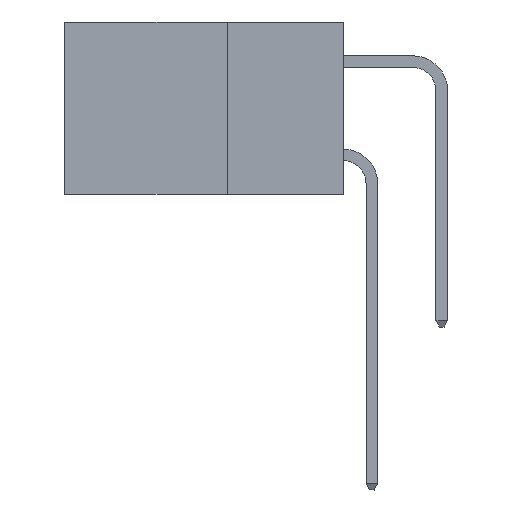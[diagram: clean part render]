
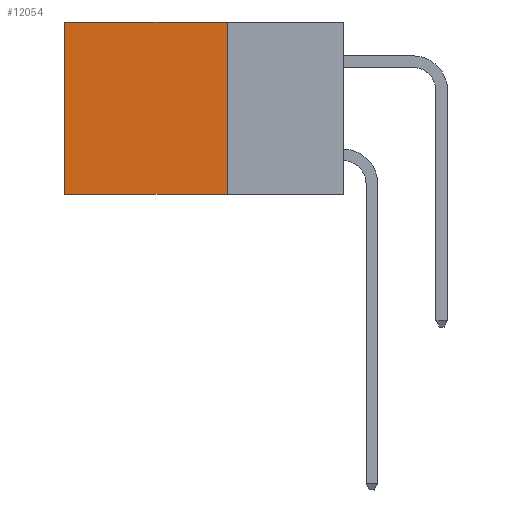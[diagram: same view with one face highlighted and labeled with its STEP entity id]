
A CAD part, left-side view. The second image highlights one B-rep face of the part: STEP entity #12054.
In plain terms, the highlighted planar face has unit normal (-1, 0, 0).
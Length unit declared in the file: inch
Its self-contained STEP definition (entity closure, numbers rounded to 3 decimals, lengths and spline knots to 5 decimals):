
#31 = CARTESIAN_POINT ( 'NONE',  ( 0.2615, 0.25, 0. ) ) ;
#200 = DIRECTION ( 'NONE',  ( 0., 1., 0. ) ) ;
#381 = EDGE_CURVE ( 'NONE', #8489, #14110, #14098, .T. ) ;
#987 = LINE ( 'NONE', #3869, #11369 ) ;
#1084 = CARTESIAN_POINT ( 'NONE',  ( 0.2615, 0.6, -0.37 ) ) ;
#1689 = EDGE_CURVE ( 'NONE', #8489, #13756, #9783, .T. ) ;
#2796 = EDGE_CURVE ( 'NONE', #14110, #7002, #3704, .T. ) ;
#3105 = CARTESIAN_POINT ( 'NONE',  ( 0.2615, 0.25, -0.37 ) ) ;
#3704 = LINE ( 'NONE', #1084, #10533 ) ;
#3869 = CARTESIAN_POINT ( 'NONE',  ( 0.2615, 0.25, -0.37 ) ) ;
#4089 = VECTOR ( 'NONE', #11136, 39.37008 ) ;
#4689 = EDGE_CURVE ( 'NONE', #13756, #7002, #987, .T. ) ;
#4768 = DIRECTION ( 'NONE',  ( 0., 0., -1. ) ) ;
#4837 = CARTESIAN_POINT ( 'NONE',  ( 0.2615, 0.25, -0.37 ) ) ;
#6132 = DIRECTION ( 'NONE',  ( 0., 1., 0. ) ) ;
#7002 = VERTEX_POINT ( 'NONE', #11752 ) ;
#7514 = DIRECTION ( 'NONE',  ( 0., 0., -1. ) ) ;
#7979 = FACE_OUTER_BOUND ( 'NONE', #14600, .T. ) ;
#8057 = ORIENTED_EDGE ( 'NONE', *, *, #381, .T. ) ;
#8489 = VERTEX_POINT ( 'NONE', #14785 ) ;
#8674 = CARTESIAN_POINT ( 'NONE',  ( 0.2615, 0.6, 0. ) ) ;
#9507 = PLANE ( 'NONE',  #12030 ) ;
#9783 = LINE ( 'NONE', #14832, #4089 ) ;
#10533 = VECTOR ( 'NONE', #7514, 39.37008 ) ;
#11136 = DIRECTION ( 'NONE',  ( 0., 0., -1. ) ) ;
#11233 = ORIENTED_EDGE ( 'NONE', *, *, #1689, .F. ) ;
#11369 = VECTOR ( 'NONE', #6132, 39.37008 ) ;
#11752 = CARTESIAN_POINT ( 'NONE',  ( 0.2615, 0.6, -0.37 ) ) ;
#11845 = ORIENTED_EDGE ( 'NONE', *, *, #4689, .F. ) ;
#12030 = AXIS2_PLACEMENT_3D ( 'NONE', #3105, #13120, #4768 ) ;
#12054 = ADVANCED_FACE ( 'NONE', ( #7979 ), #9507, .F. ) ;
#13120 = DIRECTION ( 'NONE',  ( 1., 0., 0. ) ) ;
#13756 = VERTEX_POINT ( 'NONE', #4837 ) ;
#14098 = LINE ( 'NONE', #31, #16259 ) ;
#14110 = VERTEX_POINT ( 'NONE', #8674 ) ;
#14600 = EDGE_LOOP ( 'NONE', ( #16651, #11845, #11233, #8057 ) ) ;
#14785 = CARTESIAN_POINT ( 'NONE',  ( 0.2615, 0.25, 0. ) ) ;
#14832 = CARTESIAN_POINT ( 'NONE',  ( 0.2615, 0.25, -0.37 ) ) ;
#16259 = VECTOR ( 'NONE', #200, 39.37008 ) ;
#16651 = ORIENTED_EDGE ( 'NONE', *, *, #2796, .T. ) ;
